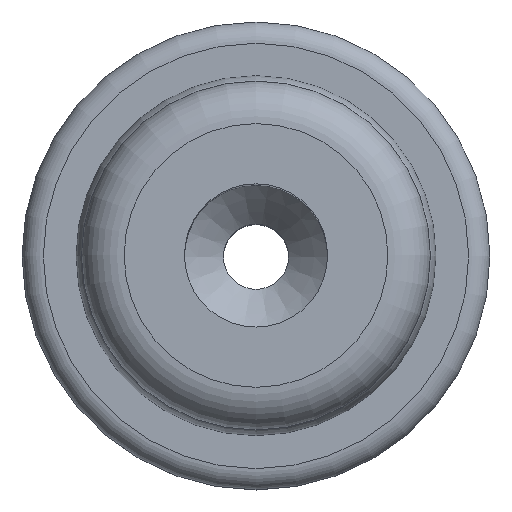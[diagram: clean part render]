
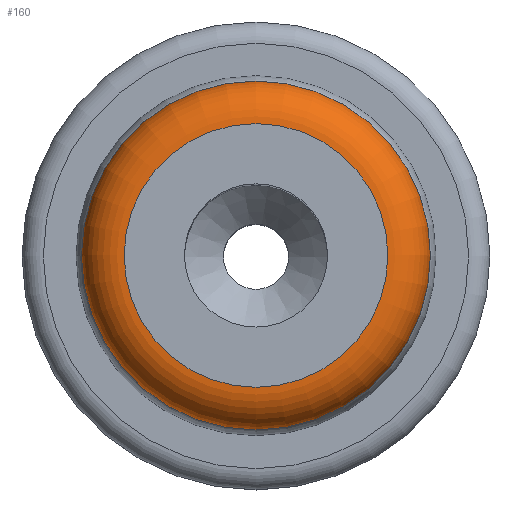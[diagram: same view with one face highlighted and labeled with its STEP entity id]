
A CAD part, top view. The second image highlights one B-rep face of the part: STEP entity #160.
In plain terms, the highlighted toroidal (fillet/blend) face has major radius 2.362 mm and minor radius 0.762 mm.
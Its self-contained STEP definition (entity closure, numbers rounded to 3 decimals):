
#160 = ADVANCED_FACE( '', ( #353, #354 ), #355, .T. );
#353 = FACE_OUTER_BOUND( '', #551, .T. );
#354 = FACE_OUTER_BOUND( '', #552, .T. );
#355 = TOROIDAL_SURFACE( '', #553, 2.362, 0.762 );
#551 = EDGE_LOOP( '', ( #893 ) );
#552 = EDGE_LOOP( '', ( #894 ) );
#553 = AXIS2_PLACEMENT_3D( '', #895, #896, #897 );
#893 = ORIENTED_EDGE( '', *, *, #1006, .T. );
#894 = ORIENTED_EDGE( '', *, *, #1091, .F. );
#895 = CARTESIAN_POINT( '', ( 0., 0., -0.762 ) );
#896 = DIRECTION( '', ( 0., 0., -1. ) );
#897 = DIRECTION( '', ( -1., 0., 0. ) );
#1006 = EDGE_CURVE( '', #1174, #1174, #1175, .T. );
#1091 = EDGE_CURVE( '', #1292, #1292, #1293, .T. );
#1174 = VERTEX_POINT( '', #1382 );
#1175 = CIRCLE( '', #1383, 2.362 );
#1292 = VERTEX_POINT( '', #1557 );
#1293 = CIRCLE( '', #1558, 3.124 );
#1382 = CARTESIAN_POINT( '', ( -2.362, 0., 0. ) );
#1383 = AXIS2_PLACEMENT_3D( '', #1651, #1652, #1653 );
#1557 = CARTESIAN_POINT( '', ( -3.124, 0., -0.762 ) );
#1558 = AXIS2_PLACEMENT_3D( '', #1752, #1753, #1754 );
#1651 = CARTESIAN_POINT( '', ( 0., 0., 0. ) );
#1652 = DIRECTION( '', ( 0., 0., -1. ) );
#1653 = DIRECTION( '', ( -1., 0., 0. ) );
#1752 = CARTESIAN_POINT( '', ( 0., 0., -0.762 ) );
#1753 = DIRECTION( '', ( 0., 0., -1. ) );
#1754 = DIRECTION( '', ( -1., 0., 0. ) );
